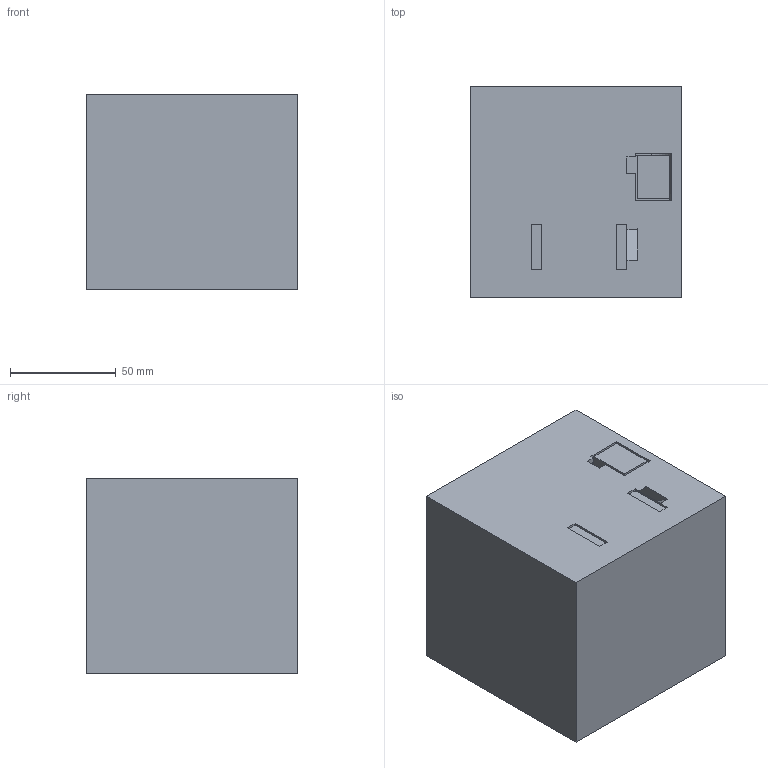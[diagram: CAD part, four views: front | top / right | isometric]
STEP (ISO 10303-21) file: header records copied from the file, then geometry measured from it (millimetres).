
FILE_DESCRIPTION(('STEP AP242'), '1');
FILE_NAME('air-1-weird', '2023-03-30T20:15:09', ('Fedor'), (''), 'C3D Converter', 'C3D Toolkit', '');
FILE_SCHEMA(('AP242_MANAGED_MODEL_BASED_3D_ENGINEERING_MIM_LF { 1 0 10303 442 1 1 4 }'));
Length unit declared in the file: millimetre
Bounding box: 100 x 100 x 92.5 mm (x, y, z)
Volume: 913966.4 mm3; surface area: 70992.5 mm2
Topology: 1 solids, 2 shells, 143 faces, 423 edges, 279 vertices
Faces by surface type: plane 74, bspline 35, cylinder 20, cone 6, torus 4, sphere 4
Full cylindrical faces by diameter (mm): 0.4 x1, 1.5 x1, 2 x1, 2.5 x2, 3 x3, 5 x2, 6 x1
Entity records: 21179 total; most frequent: CARTESIAN_POINT 16637, ORIENTED_EDGE 762, DIRECTION 540, EDGE_CURVE 381, VERTEX_POINT 268, EDGE_LOOP 189, LINE 184, VECTOR 184
